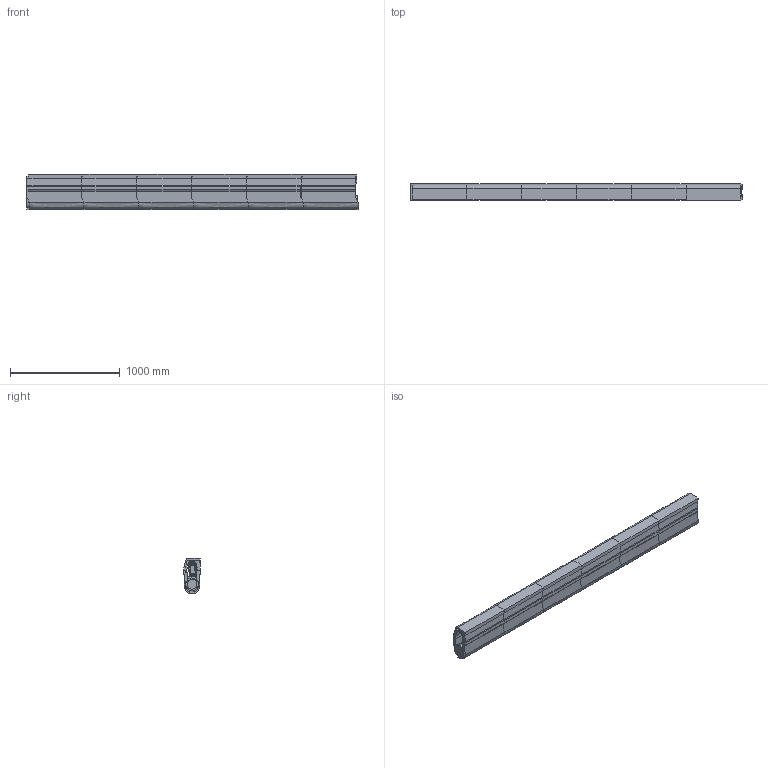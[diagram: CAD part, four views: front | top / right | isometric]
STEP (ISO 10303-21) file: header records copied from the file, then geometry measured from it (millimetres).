
FILE_DESCRIPTION(('CATIA V5 STEP Exchange'),'2;1');
FILE_NAME('Oben_Sensor.stp','2013-12-09T09:30:50+00:00',('none'),('none'),'CATIA Version 5 Release 20 GA (IN-10)','CATIA V5 STEP AP203','none');
FILE_SCHEMA(('CONFIG_CONTROL_DESIGN'));
Length unit declared in the file: millimetre
Products named in the file (1): Produkt1
Assembly tree (28 placements, depth 2):
  Produkt1
    #58  x6
    #1046
    #1363
    #2873
    #3178  x6
    #4813  x2
    #5850  x2
    #13241  x2
    #17971
    #18075
    #18364
    #18739
    #19566
    #20497
    #34216
Bounding box: 3028.38 x 154.4 x 320 mm (x, y, z)
Volume: 68950850.3 mm3; surface area: 6154456.5 mm2
Topology: 26 solids, 154 shells, 2054 faces, 5919 edges, 4067 vertices
Faces by surface type: plane 904, cylinder 634, cone 185, bspline 143, torus 112, extrusion 48, revolution 28
Entity records: 45445 total; most frequent: CARTESIAN_POINT 15654, ORIENTED_EDGE 6699, DIRECTION 4567, EDGE_CURVE 3591, VERTEX_POINT 2435, AXIS2_PLACEMENT_3D 1818, VECTOR 1594, LINE 1586
